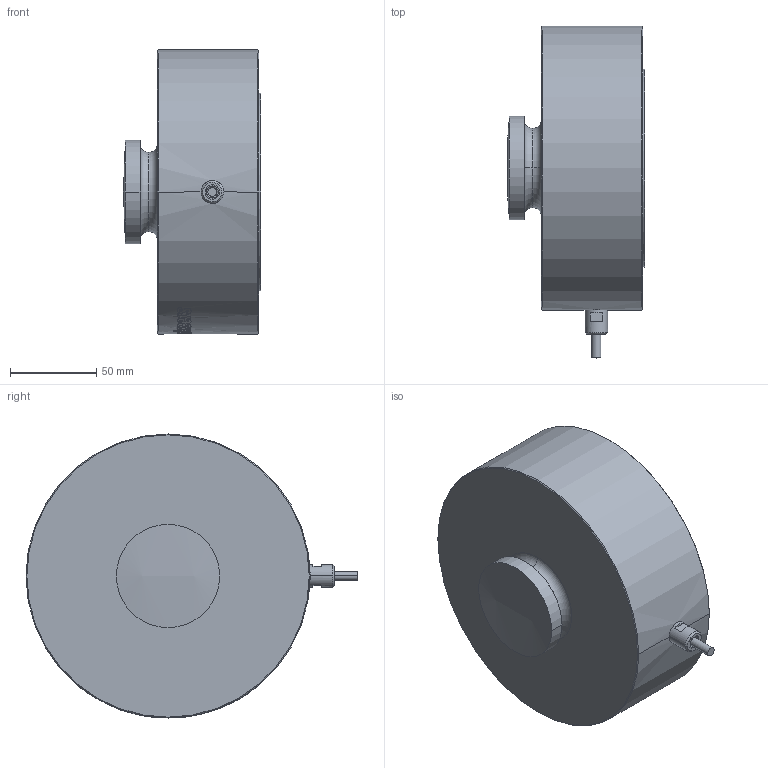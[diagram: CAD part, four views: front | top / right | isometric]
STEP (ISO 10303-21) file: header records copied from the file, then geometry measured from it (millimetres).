
FILE_DESCRIPTION(('STEP AP214'),'1');
FILE_NAME('CBS 50t to 100t.stp','2015-05-18T06:59:39',(' '),(' '),'Spatial InterOp 3D',' ',' ');
FILE_SCHEMA(('automotive_design'));
Length unit declared in the file: metre
Products named in the file (1): CBS Ø165 body
Bounding box: 79.62 x 192.85 x 165 mm (x, y, z)
Volume: 1311664.8 mm3; surface area: 79405 mm2
Topology: 1 solids, 1 shells, 103 faces, 310 edges, 238 vertices
Faces by surface type: cylinder 36, plane 29, bspline 23, cone 6, revolution 4, torus 4, sphere 1
Entity records: 6628 total; most frequent: CARTESIAN_POINT 2972, ORIENTED_EDGE 620, DIRECTION 545, EDGE_CURVE 310, VERTEX_POINT 238, AXIS2_PLACEMENT_3D 231, CIRCLE 142, EDGE_LOOP 132
